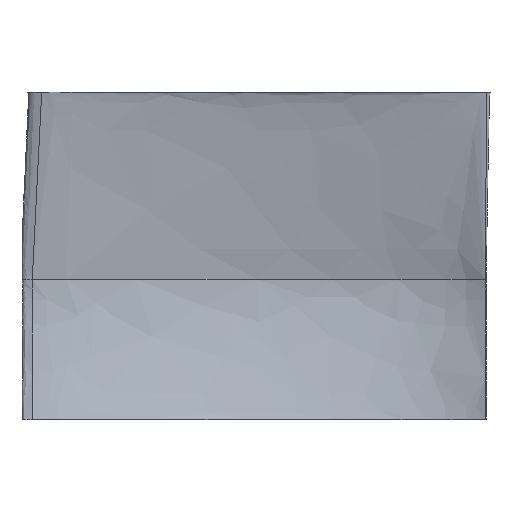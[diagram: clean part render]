
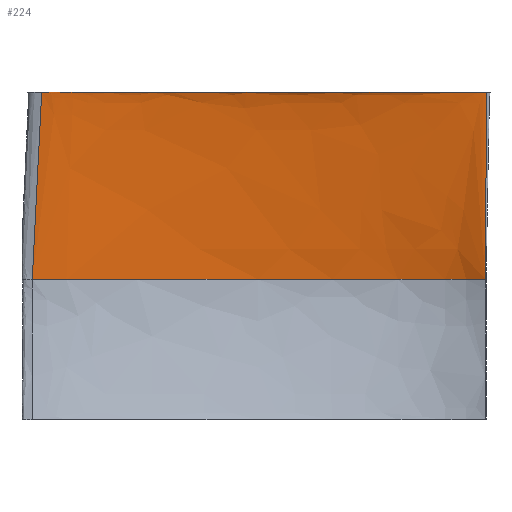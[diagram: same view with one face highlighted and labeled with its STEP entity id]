
A CAD part, front view. The second image highlights one B-rep face of the part: STEP entity #224.
In plain terms, the highlighted free-form (B-spline) face has degree [3, 3] with [4, 4] control points.
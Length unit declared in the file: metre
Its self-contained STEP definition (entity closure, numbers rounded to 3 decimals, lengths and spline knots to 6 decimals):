
#189 = CARTESIAN_POINT ( 'Control Point', ( 0.019908, 0.084234, 0.3 ) ) ;
#190 = CARTESIAN_POINT ( 'Control Point', ( 0.154, 0.075609, 0.3 ) ) ;
#191 = CARTESIAN_POINT ( 'Control Point', ( 0.742683, 0.244211, 0.3 ) ) ;
#192 = CARTESIAN_POINT ( 'Control Point', ( 0.987683, 0.107621, 0.3 ) ) ;
#193 = CARTESIAN_POINT ( 'Control Point', ( 0.019908, 0.084234, 0.4 ) ) ;
#194 = CARTESIAN_POINT ( 'Control Point', ( 0.151275, 0.071103, 0.4 ) ) ;
#195 = CARTESIAN_POINT ( 'Control Point', ( 0.689041, 0.205173, 0.4 ) ) ;
#196 = CARTESIAN_POINT ( 'Control Point', ( 0.987683, 0.107621, 0.4 ) ) ;
#197 = CARTESIAN_POINT ( 'Control Point', ( 0.040009, 0.075014, 0.7 ) ) ;
#198 = CARTESIAN_POINT ( 'Control Point', ( 0.162725, 0.05624, 0.7 ) ) ;
#199 = CARTESIAN_POINT ( 'Control Point', ( 0.643647, 0.154642, 0.7 ) ) ;
#200 = CARTESIAN_POINT ( 'Control Point', ( 0.990004, 0.094991, 0.7 ) ) ;
#201 = CARTESIAN_POINT ( 'Control Point', ( 0.040009, 0.075014, 0.7 ) ) ;
#202 = CARTESIAN_POINT ( 'Control Point', ( 0.16, 0.051733, 0.7 ) ) ;
#203 = CARTESIAN_POINT ( 'Control Point', ( 0.590004, 0.115604, 0.7 ) ) ;
#204 = CARTESIAN_POINT ( 'Control Point', ( 0.990004, 0.094991, 0.7 ) ) ;
#205 = VERTEX_POINT ( 'End point ss', #189 ) ;
#206 = VERTEX_POINT ( 'End point ss', #201 ) ;
#207 = VERTEX_POINT ( 'End point ss', #192 ) ;
#208 = VERTEX_POINT ( 'End point ss', #204 ) ;
#209 = B_SPLINE_CURVE_WITH_KNOTS ( '1 ss', 3, ( #189, #190, #191, #192 ), .UNSPECIFIED., .F., .F., ( 4, 4 ), ( 0, 0.98086 ), .UNSPECIFIED. ) ;
#212 = B_SPLINE_CURVE_WITH_KNOTS ( '1 le_ss', 3, ( #189, #193, #197, #201 ), .UNSPECIFIED., .F., .F., ( 4, 4 ), ( 0, 0.400661 ), .UNSPECIFIED. ) ;
#215 = B_SPLINE_CURVE_WITH_KNOTS ( '2 ss', 3, ( #201, #202, #203, #204 ), .UNSPECIFIED., .F., .F., ( 4, 4 ), ( 0, 0.951071 ), .UNSPECIFIED. ) ;
#218 = B_SPLINE_CURVE_WITH_KNOTS ( '1 te_ss', 3, ( #192, #196, #200, #204 ), .UNSPECIFIED., .F., .F., ( 4, 4 ), ( 0, 0.400223 ), .UNSPECIFIED. ) ;
#210 = EDGE_CURVE ( 'spline 1 ss', #205, #207, #209, .T. ) ;
#213 = EDGE_CURVE ( 'spline 1 le_ss', #205, #206, #212, .T. ) ;
#216 = EDGE_CURVE ( 'spline 2 ss', #206, #208, #215, .T. ) ;
#219 = EDGE_CURVE ( 'spline 1 te_ss', #207, #208, #218, .T. ) ;
#211 = ORIENTED_EDGE ( 'spline 1 ss', *, *, #210, .F. ) ;
#214 = ORIENTED_EDGE ( 'spline 1 le_ss', *, *, #213, .T. ) ;
#217 = ORIENTED_EDGE ( 'spline 2 ss', *, *, #216, .T. ) ;
#220 = ORIENTED_EDGE ( 'spline 1 te_ss', *, *, #219, .F. ) ;
#221 = B_SPLINE_SURFACE_WITH_KNOTS ( 'ss b-spline surface', 3, 3, ( ( #189, #193, #197, #201 ), ( #190, #194, #198, #202 ), ( #191, #195, #199, #203 ), ( #192, #196, #200, #204 )),.UNSPECIFIED., .F., .F., .F.,( 4, 4 ),( 4, 4 ),( 0, 0.98086 ),( 0, 0.400661 ),.UNSPECIFIED. );
#222 = EDGE_LOOP ( 'ss surface', ( #211, #214, #217, #220 ) ) ;
#223 = FACE_OUTER_BOUND ( 'ss surface', #222, .T. ) ;
#224 = ADVANCED_FACE ( 'ss surface', ( #223 ), #221, .T. ) ;
